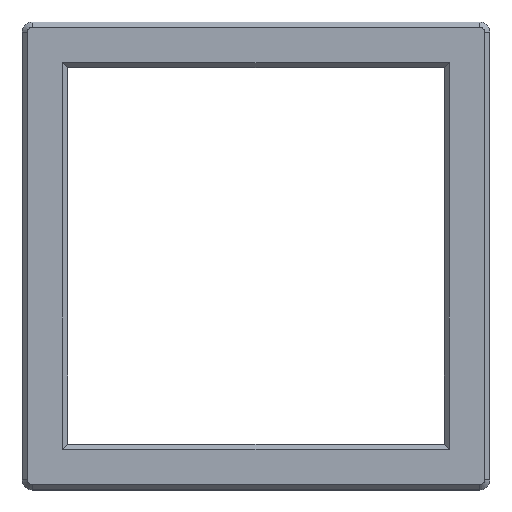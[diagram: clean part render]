
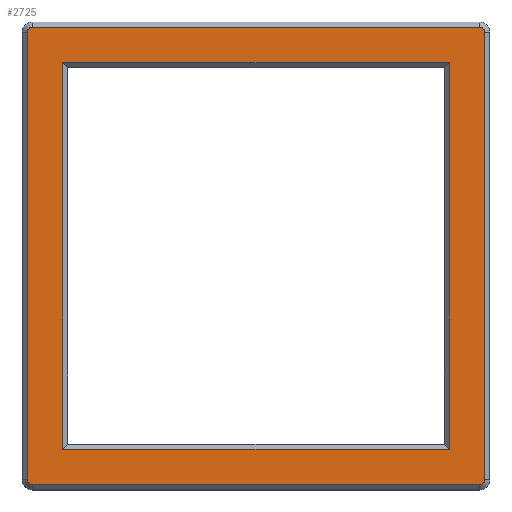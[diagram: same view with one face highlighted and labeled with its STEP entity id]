
A CAD part, top view. The second image highlights one B-rep face of the part: STEP entity #2725.
In plain terms, the highlighted planar face has unit normal (0, 0, 1).
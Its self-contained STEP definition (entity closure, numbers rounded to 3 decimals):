
#34=FACE_BOUND('',#369,.T.);
#65=PLANE('',#2932);
#208=FACE_OUTER_BOUND('',#368,.T.);
#368=EDGE_LOOP('',(#2260,#2261,#2262,#2263,#2264,#2265,#2266,#2267));
#369=EDGE_LOOP('',(#2268,#2269,#2270,#2271));
#458=CIRCLE('',#2933,1.);
#459=CIRCLE('',#2934,1.);
#460=CIRCLE('',#2935,1.);
#461=CIRCLE('',#2936,1.);
#784=LINE('',#9315,#946);
#790=LINE('',#9328,#952);
#792=LINE('',#9331,#954);
#794=LINE('',#9334,#956);
#801=LINE('',#9349,#963);
#802=LINE('',#9353,#964);
#803=LINE('',#9357,#965);
#804=LINE('',#9361,#966);
#946=VECTOR('',#3398,10.);
#952=VECTOR('',#3406,10.);
#954=VECTOR('',#3410,10.);
#956=VECTOR('',#3414,10.);
#963=VECTOR('',#3427,10.);
#964=VECTOR('',#3430,10.);
#965=VECTOR('',#3433,10.);
#966=VECTOR('',#3436,10.);
#1232=VERTEX_POINT('',#9313);
#1233=VERTEX_POINT('',#9314);
#1238=VERTEX_POINT('',#9325);
#1239=VERTEX_POINT('',#9327);
#1243=VERTEX_POINT('',#9347);
#1244=VERTEX_POINT('',#9348);
#1245=VERTEX_POINT('',#9350);
#1246=VERTEX_POINT('',#9352);
#1247=VERTEX_POINT('',#9354);
#1248=VERTEX_POINT('',#9356);
#1249=VERTEX_POINT('',#9358);
#1250=VERTEX_POINT('',#9360);
#1612=EDGE_CURVE('',#1232,#1233,#784,.T.);
#1618=EDGE_CURVE('',#1238,#1239,#790,.T.);
#1620=EDGE_CURVE('',#1233,#1238,#792,.T.);
#1622=EDGE_CURVE('',#1239,#1232,#794,.T.);
#1629=EDGE_CURVE('',#1243,#1244,#801,.T.);
#1630=EDGE_CURVE('',#1245,#1243,#458,.T.);
#1631=EDGE_CURVE('',#1246,#1245,#802,.T.);
#1632=EDGE_CURVE('',#1247,#1246,#459,.T.);
#1633=EDGE_CURVE('',#1248,#1247,#803,.T.);
#1634=EDGE_CURVE('',#1249,#1248,#460,.T.);
#1635=EDGE_CURVE('',#1250,#1249,#804,.T.);
#1636=EDGE_CURVE('',#1244,#1250,#461,.T.);
#2260=ORIENTED_EDGE('',*,*,#1629,.F.);
#2261=ORIENTED_EDGE('',*,*,#1630,.F.);
#2262=ORIENTED_EDGE('',*,*,#1631,.F.);
#2263=ORIENTED_EDGE('',*,*,#1632,.F.);
#2264=ORIENTED_EDGE('',*,*,#1633,.F.);
#2265=ORIENTED_EDGE('',*,*,#1634,.F.);
#2266=ORIENTED_EDGE('',*,*,#1635,.F.);
#2267=ORIENTED_EDGE('',*,*,#1636,.F.);
#2268=ORIENTED_EDGE('',*,*,#1618,.F.);
#2269=ORIENTED_EDGE('',*,*,#1620,.F.);
#2270=ORIENTED_EDGE('',*,*,#1612,.F.);
#2271=ORIENTED_EDGE('',*,*,#1622,.F.);
#2725=ADVANCED_FACE('',(#208,#34),#65,.T.);
#2932=AXIS2_PLACEMENT_3D('',#9346,#3425,#3426);
#2933=AXIS2_PLACEMENT_3D('',#9351,#3428,#3429);
#2934=AXIS2_PLACEMENT_3D('',#9355,#3431,#3432);
#2935=AXIS2_PLACEMENT_3D('',#9359,#3434,#3435);
#2936=AXIS2_PLACEMENT_3D('',#9362,#3437,#3438);
#3398=DIRECTION('',(0.,-1.,0.));
#3406=DIRECTION('',(0.,1.,0.));
#3410=DIRECTION('',(1.,0.,0.));
#3414=DIRECTION('',(-1.,0.,0.));
#3425=DIRECTION('center_axis',(0.,0.,1.));
#3426=DIRECTION('ref_axis',(1.,0.,0.));
#3427=DIRECTION('',(0.,1.,0.));
#3428=DIRECTION('center_axis',(0.,0.,-1.));
#3429=DIRECTION('ref_axis',(-0.707,-0.707,0.));
#3430=DIRECTION('',(-1.,0.,0.));
#3431=DIRECTION('center_axis',(0.,0.,-1.));
#3432=DIRECTION('ref_axis',(0.707,-0.707,0.));
#3433=DIRECTION('',(0.,-1.,0.));
#3434=DIRECTION('center_axis',(0.,0.,-1.));
#3435=DIRECTION('ref_axis',(0.707,0.707,0.));
#3436=DIRECTION('',(1.,0.,0.));
#3437=DIRECTION('center_axis',(0.,0.,-1.));
#3438=DIRECTION('ref_axis',(-0.707,0.707,0.));
#9313=CARTESIAN_POINT('',(1.,75.6,24.));
#9314=CARTESIAN_POINT('',(1.,1.,24.));
#9315=CARTESIAN_POINT('',(1.,56.45,24.));
#9325=CARTESIAN_POINT('',(75.6,1.,24.));
#9327=CARTESIAN_POINT('',(75.6,75.6,24.));
#9328=CARTESIAN_POINT('',(75.6,20.15,24.));
#9331=CARTESIAN_POINT('',(20.15,1.,24.));
#9334=CARTESIAN_POINT('',(56.45,75.6,24.));
#9346=CARTESIAN_POINT('Origin',(38.3,38.3,24.));
#9347=CARTESIAN_POINT('',(-5.825,-4.825,24.));
#9348=CARTESIAN_POINT('',(-5.825,81.425,24.));
#9349=CARTESIAN_POINT('',(-5.825,60.863,24.));
#9350=CARTESIAN_POINT('',(-4.825,-5.825,24.));
#9351=CARTESIAN_POINT('Origin',(-4.825,-4.825,24.));
#9352=CARTESIAN_POINT('',(81.425,-5.825,24.));
#9353=CARTESIAN_POINT('',(15.738,-5.825,24.));
#9354=CARTESIAN_POINT('',(82.425,-4.825,24.));
#9355=CARTESIAN_POINT('Origin',(81.425,-4.825,24.));
#9356=CARTESIAN_POINT('',(82.425,81.425,24.));
#9357=CARTESIAN_POINT('',(82.425,15.738,24.));
#9358=CARTESIAN_POINT('',(81.425,82.425,24.));
#9359=CARTESIAN_POINT('Origin',(81.425,81.425,24.));
#9360=CARTESIAN_POINT('',(-4.825,82.425,24.));
#9361=CARTESIAN_POINT('',(60.863,82.425,24.));
#9362=CARTESIAN_POINT('Origin',(-4.825,81.425,24.));
